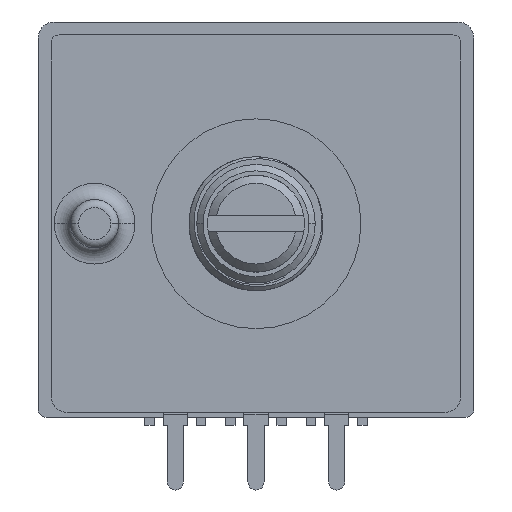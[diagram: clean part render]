
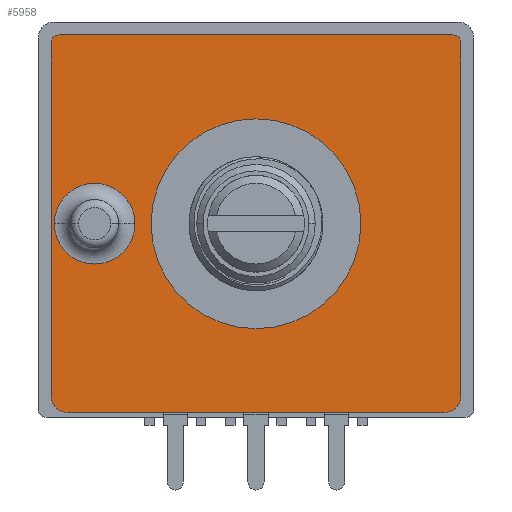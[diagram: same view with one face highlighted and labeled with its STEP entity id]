
A CAD part, front view. The second image highlights one B-rep face of the part: STEP entity #5958.
In plain terms, the highlighted face is planar.
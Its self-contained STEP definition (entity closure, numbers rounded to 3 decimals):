
#123 = CARTESIAN_POINT ( 'NONE',  ( -12.2, 11.7, 3.5 ) ) ;
#125 = CARTESIAN_POINT ( 'NONE',  ( -12.2, 11.2, 3.5 ) ) ;
#126 = DIRECTION ( 'NONE',  ( 0., 0., 1. ) ) ;
#127 = DIRECTION ( 'NONE',  ( 1., 0., 0. ) ) ;
#130 = DIRECTION ( 'NONE',  ( -1., 0., 0. ) ) ;
#131 = CARTESIAN_POINT ( 'NONE',  ( 12.7, 11.2, 3.5 ) ) ;
#134 = CARTESIAN_POINT ( 'NONE',  ( 12.2, 11.2, 3.5 ) ) ;
#135 = DIRECTION ( 'NONE',  ( 0., 0., 1. ) ) ;
#136 = DIRECTION ( 'NONE',  ( -1., 0., 0. ) ) ;
#140 = CARTESIAN_POINT ( 'NONE',  ( -11.7, -10.7, 3.5 ) ) ;
#141 = DIRECTION ( 'NONE',  ( 0., 1., 0. ) ) ;
#142 = CARTESIAN_POINT ( 'NONE',  ( 11.7, -10.7, 3.5 ) ) ;
#153 = DIRECTION ( 'NONE',  ( 0., 0., 1. ) ) ;
#154 = DIRECTION ( 'NONE',  ( 1., 0., 0. ) ) ;
#156 = DIRECTION ( 'NONE',  ( 0., 0., 1. ) ) ;
#157 = DIRECTION ( 'NONE',  ( 1., 0., 0. ) ) ;
#484 = VERTEX_POINT ( 'NONE', #2776 ) ;
#487 = VERTEX_POINT ( 'NONE', #2779 ) ;
#499 = VERTEX_POINT ( 'NONE', #2791 ) ;
#500 = VERTEX_POINT ( 'NONE', #2792 ) ;
#1039 = CARTESIAN_POINT ( 'NONE',  ( -11.7, -11.7, 3.5 ) ) ;
#1040 = DIRECTION ( 'NONE',  ( 1., 0., 0. ) ) ;
#1729 = PLANE ( 'NONE',  #2588 ) ;
#1730 = CARTESIAN_POINT ( 'NONE',  ( -11.7, -10.7, 3.5 ) ) ;
#1738 = DIRECTION ( 'NONE',  ( 0., 0., 1. ) ) ;
#1739 = DIRECTION ( 'NONE',  ( 1., 0., 0. ) ) ;
#1927 = VERTEX_POINT ( 'NONE', #8642 ) ;
#2136 = CARTESIAN_POINT ( 'NONE',  ( -10., 0., 3.5 ) ) ;
#2148 = DIRECTION ( 'NONE',  ( 0., 0., -1. ) ) ;
#2149 = DIRECTION ( 'NONE',  ( 1., 0., 0. ) ) ;
#2286 = CARTESIAN_POINT ( 'NONE',  ( -10., 0., 3.5 ) ) ;
#2288 = DIRECTION ( 'NONE',  ( 0., 0., -1. ) ) ;
#2289 = DIRECTION ( 'NONE',  ( 1., 0., 0. ) ) ;
#2298 = CARTESIAN_POINT ( 'NONE',  ( -12.7, 11.2, 3.5 ) ) ;
#2299 = DIRECTION ( 'NONE',  ( 0., -1., 0. ) ) ;
#2338 = CARTESIAN_POINT ( 'NONE',  ( 0., 0., 3.5 ) ) ;
#2340 = DIRECTION ( 'NONE',  ( 0., 0., 1. ) ) ;
#2341 = DIRECTION ( 'NONE',  ( 1., 0., 0. ) ) ;
#2588 = AXIS2_PLACEMENT_3D ( 'NONE', #1730, #1738, #1739 ) ;
#2688 = AXIS2_PLACEMENT_3D ( 'NONE', #10067, #10068, #10069 ) ;
#2698 = AXIS2_PLACEMENT_3D ( 'NONE', #2136, #2148, #2149 ) ;
#2706 = AXIS2_PLACEMENT_3D ( 'NONE', #2286, #2288, #2289 ) ;
#2711 = AXIS2_PLACEMENT_3D ( 'NONE', #2338, #2340, #2341 ) ;
#2715 = AXIS2_PLACEMENT_3D ( 'NONE', #125, #126, #127 ) ;
#2718 = AXIS2_PLACEMENT_3D ( 'NONE', #134, #135, #136 ) ;
#2719 = AXIS2_PLACEMENT_3D ( 'NONE', #142, #153, #154 ) ;
#2720 = AXIS2_PLACEMENT_3D ( 'NONE', #140, #156, #157 ) ;
#2776 = CARTESIAN_POINT ( 'NONE',  ( 6.5, 0., 3.5 ) ) ;
#2779 = CARTESIAN_POINT ( 'NONE',  ( -6.5, 0., 3.5 ) ) ;
#2791 = CARTESIAN_POINT ( 'NONE',  ( -12.5, 0., 3.5 ) ) ;
#2792 = CARTESIAN_POINT ( 'NONE',  ( -7.5, 0., 3.5 ) ) ;
#3954 = VERTEX_POINT ( 'NONE', #8671 ) ;
#3955 = VERTEX_POINT ( 'NONE', #8672 ) ;
#3956 = VERTEX_POINT ( 'NONE', #8673 ) ;
#3957 = VERTEX_POINT ( 'NONE', #8674 ) ;
#3958 = VERTEX_POINT ( 'NONE', #8675 ) ;
#3959 = VERTEX_POINT ( 'NONE', #8676 ) ;
#4125 = CIRCLE ( 'NONE', #2698, 2.5 ) ;
#4186 = LINE ( 'NONE', #2298, #4192 ) ;
#4189 = CIRCLE ( 'NONE', #2706, 2.5 ) ;
#4192 = VECTOR ( 'NONE', #2299, 1000. ) ;
#4200 = CIRCLE ( 'NONE', #2711, 6.5 ) ;
#4204 = LINE ( 'NONE', #123, #4206 ) ;
#4205 = CIRCLE ( 'NONE', #2715, 0.5 ) ;
#4206 = VECTOR ( 'NONE', #130, 1000. ) ;
#4211 = LINE ( 'NONE', #131, #4213 ) ;
#4212 = CIRCLE ( 'NONE', #2718, 0.5 ) ;
#4213 = VECTOR ( 'NONE', #141, 1000. ) ;
#4216 = CIRCLE ( 'NONE', #2719, 1. ) ;
#4217 = CIRCLE ( 'NONE', #2720, 1. ) ;
#4707 = ORIENTED_EDGE ( 'NONE', *, *, #7858, .T. ) ;
#4990 = ORIENTED_EDGE ( 'NONE', *, *, #7792, .T. ) ;
#4991 = ORIENTED_EDGE ( 'NONE', *, *, #7836, .T. ) ;
#5001 = ORIENTED_EDGE ( 'NONE', *, *, #7855, .T. ) ;
#5002 = ORIENTED_EDGE ( 'NONE', *, *, #7853, .T. ) ;
#5003 = ORIENTED_EDGE ( 'NONE', *, *, #7849, .T. ) ;
#5004 = ORIENTED_EDGE ( 'NONE', *, *, #7840, .T. ) ;
#5162 = EDGE_LOOP ( 'NONE', ( #4990, #4991 ) ) ;
#5462 = EDGE_LOOP ( 'NONE', ( #4707, #5596, #5612, #5001, #5002, #5668, #5003, #5004 ) ) ;
#5467 = EDGE_LOOP ( 'NONE', ( #5808, #5532 ) ) ;
#5532 = ORIENTED_EDGE ( 'NONE', *, *, #7722, .F. ) ;
#5596 = ORIENTED_EDGE ( 'NONE', *, *, #7544, .T. ) ;
#5612 = ORIENTED_EDGE ( 'NONE', *, *, #7857, .T. ) ;
#5668 = ORIENTED_EDGE ( 'NONE', *, *, #7851, .T. ) ;
#5808 = ORIENTED_EDGE ( 'NONE', *, *, #7844, .F. ) ;
#5958 = ADVANCED_FACE ( 'NONE', ( #6364, #6375, #6377 ), #1729, .T. ) ;
#6364 = FACE_BOUND ( 'NONE', #5162, .T. ) ;
#6375 = FACE_OUTER_BOUND ( 'NONE', #5462, .T. ) ;
#6377 = FACE_BOUND ( 'NONE', #5467, .T. ) ;
#6674 = LINE ( 'NONE', #1039, #6675 ) ;
#6675 = VECTOR ( 'NONE', #1040, 1000. ) ;
#7003 = CIRCLE ( 'NONE', #2688, 6.5 ) ;
#7544 = EDGE_CURVE ( 'NONE', #9276, #1927, #6674, .T. ) ;
#7722 = EDGE_CURVE ( 'NONE', #484, #487, #7003, .T. ) ;
#7792 = EDGE_CURVE ( 'NONE', #500, #499, #4125, .T. ) ;
#7836 = EDGE_CURVE ( 'NONE', #499, #500, #4189, .T. ) ;
#7840 = EDGE_CURVE ( 'NONE', #3955, #3954, #4186, .T. ) ;
#7844 = EDGE_CURVE ( 'NONE', #487, #484, #4200, .T. ) ;
#7849 = EDGE_CURVE ( 'NONE', #3956, #3955, #4205, .T. ) ;
#7851 = EDGE_CURVE ( 'NONE', #3957, #3956, #4204, .T. ) ;
#7853 = EDGE_CURVE ( 'NONE', #3958, #3957, #4212, .T. ) ;
#7855 = EDGE_CURVE ( 'NONE', #3959, #3958, #4211, .T. ) ;
#7857 = EDGE_CURVE ( 'NONE', #1927, #3959, #4216, .T. ) ;
#7858 = EDGE_CURVE ( 'NONE', #3954, #9276, #4217, .T. ) ;
#8425 = CARTESIAN_POINT ( 'NONE',  ( -11.7, -11.7, 3.5 ) ) ;
#8642 = CARTESIAN_POINT ( 'NONE',  ( 11.7, -11.7, 3.5 ) ) ;
#8671 = CARTESIAN_POINT ( 'NONE',  ( -12.7, -10.7, 3.5 ) ) ;
#8672 = CARTESIAN_POINT ( 'NONE',  ( -12.7, 11.2, 3.5 ) ) ;
#8673 = CARTESIAN_POINT ( 'NONE',  ( -12.2, 11.7, 3.5 ) ) ;
#8674 = CARTESIAN_POINT ( 'NONE',  ( 12.2, 11.7, 3.5 ) ) ;
#8675 = CARTESIAN_POINT ( 'NONE',  ( 12.7, 11.2, 3.5 ) ) ;
#8676 = CARTESIAN_POINT ( 'NONE',  ( 12.7, -10.7, 3.5 ) ) ;
#9276 = VERTEX_POINT ( 'NONE', #8425 ) ;
#10067 = CARTESIAN_POINT ( 'NONE',  ( 0., 0., 3.5 ) ) ;
#10068 = DIRECTION ( 'NONE',  ( 0., 0., 1. ) ) ;
#10069 = DIRECTION ( 'NONE',  ( 1., 0., 0. ) ) ;
